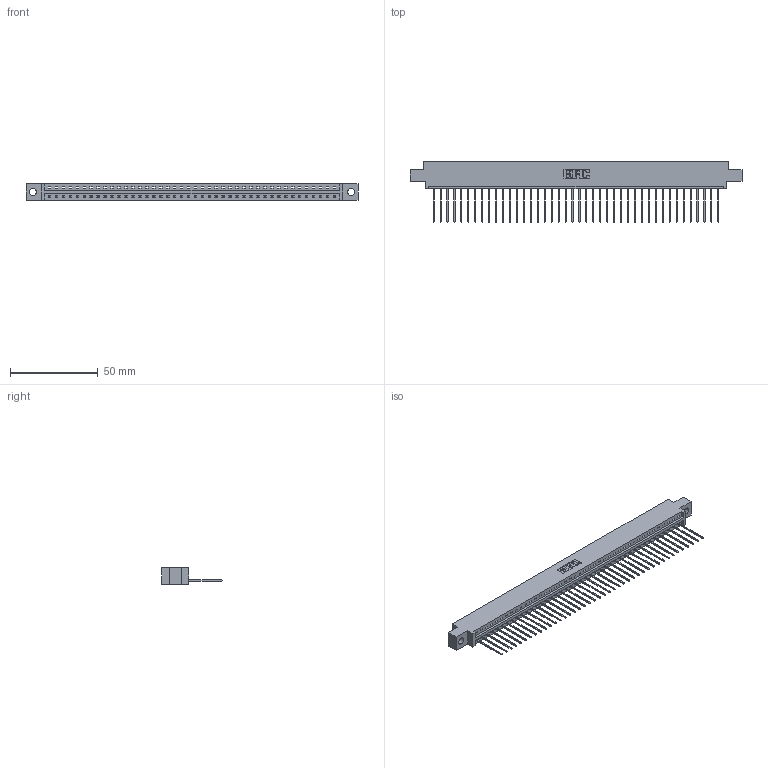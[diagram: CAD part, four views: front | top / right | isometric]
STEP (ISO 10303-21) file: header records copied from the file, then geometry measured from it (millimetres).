
FILE_DESCRIPTION (( 'STEP AP203' ), '1' );
FILE_NAME ('387-042-541-604.STEP', '2019-10-04T21:08:29', ( '' ), ( '' ), 'SwSTEP 2.0', 'SolidWorks 2016', '' );
FILE_SCHEMA (( 'CONFIG_CONTROL_DESIGN' ));
Length unit declared in the file: inch
Products named in the file (3): 337 Part_0.170 Offset - 0.156 Dia-TH; 345-292-001_345-293-141; 387-042-541-604
Assembly tree (43 placements, depth 2):
  387-042-541-604
    337 Part_0.170 Offset - 0.156 Dia-TH
    345-292-001_345-293-141  x42
Bounding box: 189.43 x 34.3 x 9.4 mm (x, y, z)
Volume: 19621.6 mm3; surface area: 21020.3 mm2
Topology: 43 solids, 43 shells, 2722 faces, 8219 edges, 5422 vertices
Faces by surface type: plane 2006, cylinder 716
Entity records: 31373 total; most frequent: CARTESIAN_POINT 5472, ORIENTED_EDGE 5450, DIRECTION 4605, EDGE_CURVE 2725, VECTOR 2597, LINE 2597, VERTEX_POINT 1814, AXIS2_PLACEMENT_3D 1004
